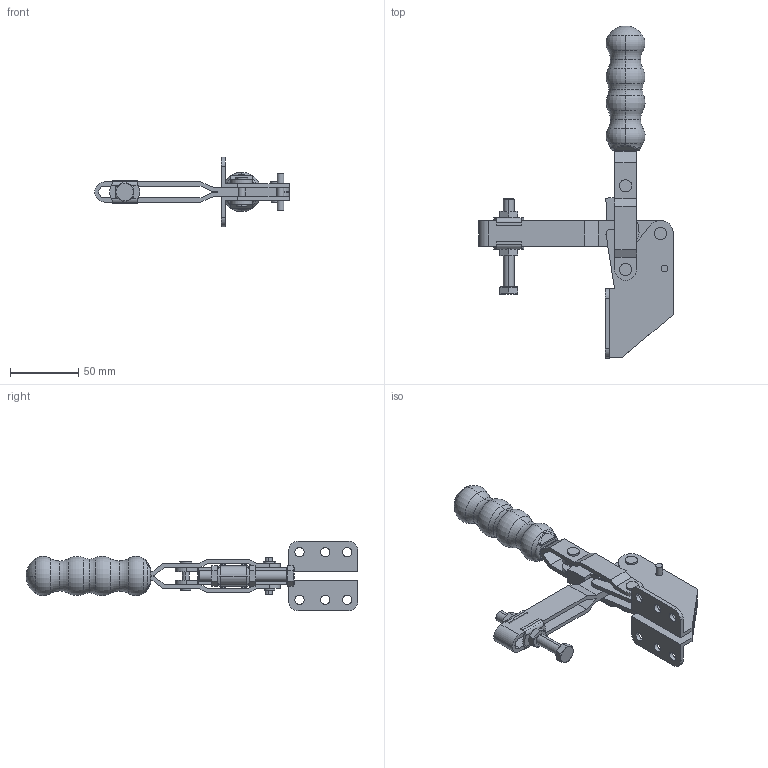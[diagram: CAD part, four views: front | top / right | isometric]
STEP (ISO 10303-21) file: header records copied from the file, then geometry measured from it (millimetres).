
FILE_DESCRIPTION (( 'STEP AP214' ), '1' );
FILE_NAME ('GH-13003-B(Â²¤Æ)-1.STEP', '2020-03-27T03:03:51', ( 'LinWei' ), ( '' ), 'SwSTEP 2.0', 'SolidWorks 2016', '' );
FILE_SCHEMA (( 'AUTOMOTIVE_DESIGN' ));
Length unit declared in the file: millimetre
Products named in the file (7): Group2^GH-13003-B(簡化)-1; 零件5^GH-13003-B(簡化)-1; Group6^GH-13003-B(簡化)-1; 113002B08-1^GH-13003-B(簡化)-1; Group5^GH-13003-B(簡化)-1; GH-13003-B(簡化)-1; Group1^GH-13003-B(簡化)-1
Assembly tree (6 placements, depth 2):
  GH-13003-B(簡化)-1
    Group5^GH-13003-B(簡化)-1
    113002B08-1^GH-13003-B(簡化)-1
    Group6^GH-13003-B(簡化)-1
    零件5^GH-13003-B(簡化)-1
    Group2^GH-13003-B(簡化)-1
    Group1^GH-13003-B(簡化)-1
Bounding box: 143 x 244 x 51 mm (x, y, z)
Volume: 113661 mm3; surface area: 60028.1 mm2
Topology: 8 solids, 8 shells, 358 faces, 880 edges, 561 vertices
Faces by surface type: plane 162, cylinder 126, cone 36, torus 26, bspline 6, sphere 2
Entity records: 12983 total; most frequent: CARTESIAN_POINT 2806, DIRECTION 1870, ORIENTED_EDGE 1760, EDGE_CURVE 880, AXIS2_PLACEMENT_3D 713, VERTEX_POINT 561, LINE 444, VECTOR 444
